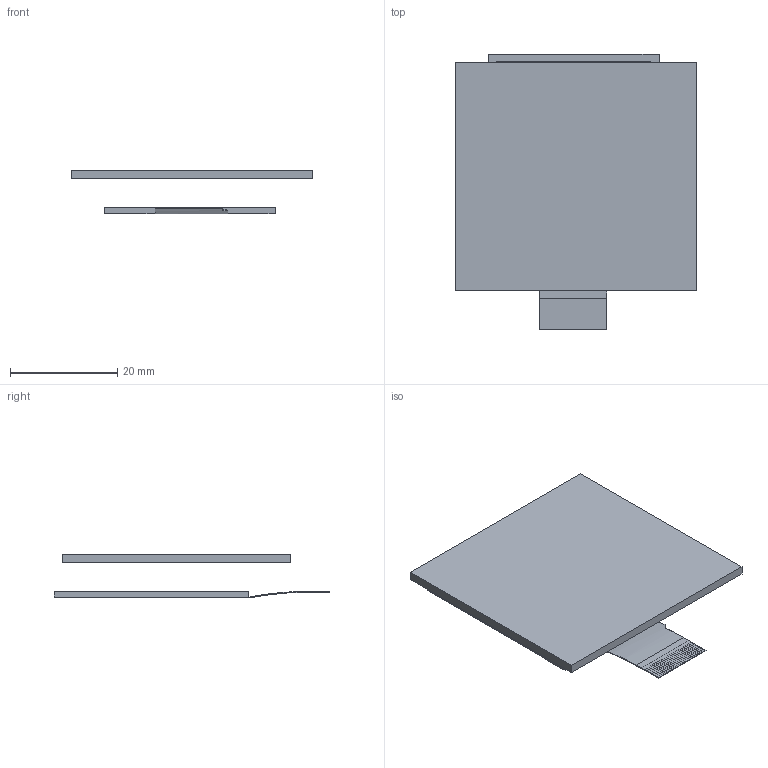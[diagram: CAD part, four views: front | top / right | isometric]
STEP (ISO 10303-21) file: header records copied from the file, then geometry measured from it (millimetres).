
FILE_DESCRIPTION(('Open CASCADE Model'),'2;1');
FILE_NAME('Open CASCADE Shape Model','2024-07-01T22:56:41',('Author'),( 'Open CASCADE'),'Open CASCADE STEP processor 7.5','Open CASCADE 7.5' ,'Unknown');
FILE_SCHEMA(('AUTOMOTIVE_DESIGN { 1 0 10303 214 1 1 1 1 }'));
Length unit declared in the file: millimetre
Products named in the file (5): PCB; Board; Open CASCADE STEP translator 7.5 1.1.1; Free-Models; Waveshare 1.54 E ink - Display Flat Mount
Assembly tree (4 placements, depth 3):
  PCB
    Board
      Open CASCADE STEP translator 7.5 1.1.1
    Free-Models
      Waveshare 1.54 E ink - Display Flat Mount
Bounding box: 45 x 51.44 x 8.14 mm (x, y, z)
Volume: 4356.1 mm3; surface area: 7524.9 mm2
Topology: 50 solids, 70 shells, 755 faces, 1762 edges, 1174 vertices
Faces by surface type: plane 609, bspline 117, cylinder 29
Full cylindrical faces by diameter (mm): 0.294 x1, 0.454 x2, 0.508 x2, 0.867 x1, 2.037 x1, 2.475 x1
Entity records: 30432 total; most frequent: CARTESIAN_POINT 11475, ORIENTED_EDGE 3524, DIRECTION 2662, EDGE_CURVE 1762, LINE 1252, VECTOR 1252, VERTEX_POINT 1174, FACE_BOUND 838
